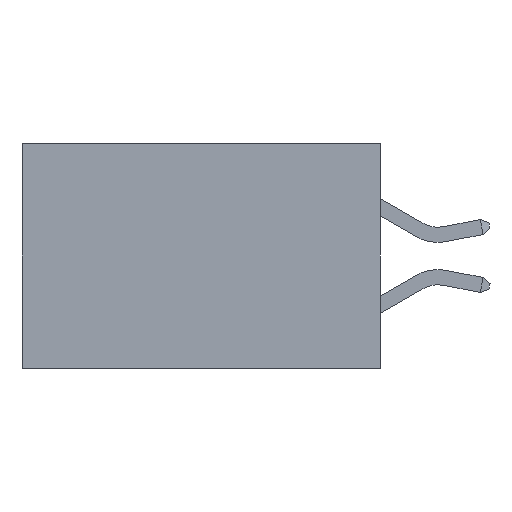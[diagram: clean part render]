
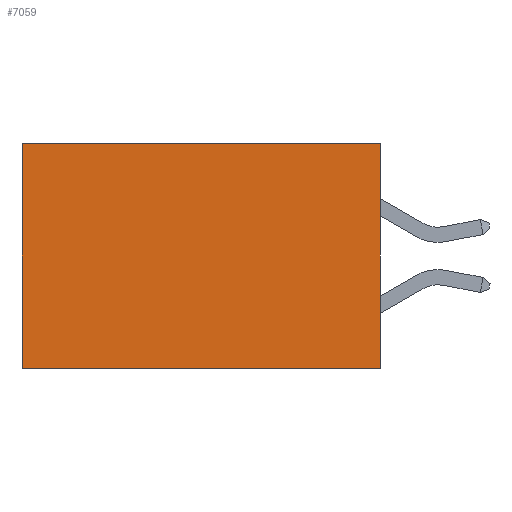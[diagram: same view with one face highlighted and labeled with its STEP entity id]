
A CAD part, left-side view. The second image highlights one B-rep face of the part: STEP entity #7059.
In plain terms, the highlighted planar face has unit normal (-1, 0, 0).
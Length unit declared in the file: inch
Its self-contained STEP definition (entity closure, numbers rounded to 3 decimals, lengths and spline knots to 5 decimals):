
#10 = CARTESIAN_POINT ( 'NONE',  ( 0.277, 0.59, -0.37 ) ) ;
#315 = DIRECTION ( 'NONE',  ( 0., 0., -1. ) ) ;
#687 = AXIS2_PLACEMENT_3D ( 'NONE', #3392, #4262, #9564 ) ;
#1016 = EDGE_CURVE ( 'NONE', #1481, #2261, #1680, .T. ) ;
#1324 = DIRECTION ( 'NONE',  ( 0., 1., 0. ) ) ;
#1481 = VERTEX_POINT ( 'NONE', #8595 ) ;
#1635 = LINE ( 'NONE', #3721, #9713 ) ;
#1680 = LINE ( 'NONE', #3592, #3396 ) ;
#1810 = CARTESIAN_POINT ( 'NONE',  ( 0.277, 0.59, 0. ) ) ;
#1924 = FACE_OUTER_BOUND ( 'NONE', #8326, .T. ) ;
#2149 = DIRECTION ( 'NONE',  ( 0., 1., 0. ) ) ;
#2211 = CARTESIAN_POINT ( 'NONE',  ( 0.277, 0., 0. ) ) ;
#2240 = LINE ( 'NONE', #2211, #6519 ) ;
#2261 = VERTEX_POINT ( 'NONE', #9169 ) ;
#2536 = PLANE ( 'NONE',  #687 ) ;
#2561 = ORIENTED_EDGE ( 'NONE', *, *, #4425, .T. ) ;
#2584 = ORIENTED_EDGE ( 'NONE', *, *, #1016, .F. ) ;
#3142 = LINE ( 'NONE', #10, #7369 ) ;
#3172 = EDGE_CURVE ( 'NONE', #8417, #1481, #1635, .T. ) ;
#3392 = CARTESIAN_POINT ( 'NONE',  ( 0.277, 0., -0.37 ) ) ;
#3396 = VECTOR ( 'NONE', #2149, 39.37008 ) ;
#3592 = CARTESIAN_POINT ( 'NONE',  ( 0.277, 0., -0.37 ) ) ;
#3721 = CARTESIAN_POINT ( 'NONE',  ( 0.277, 0., -0.37 ) ) ;
#4248 = CARTESIAN_POINT ( 'NONE',  ( 0.277, 0., 0. ) ) ;
#4262 = DIRECTION ( 'NONE',  ( 1., 0., 0. ) ) ;
#4425 = EDGE_CURVE ( 'NONE', #8708, #2261, #3142, .T. ) ;
#4584 = ORIENTED_EDGE ( 'NONE', *, *, #3172, .F. ) ;
#4605 = EDGE_CURVE ( 'NONE', #8417, #8708, #2240, .T. ) ;
#5765 = ORIENTED_EDGE ( 'NONE', *, *, #4605, .T. ) ;
#6519 = VECTOR ( 'NONE', #1324, 39.37008 ) ;
#7059 = ADVANCED_FACE ( 'NONE', ( #1924 ), #2536, .F. ) ;
#7369 = VECTOR ( 'NONE', #9109, 39.37008 ) ;
#8326 = EDGE_LOOP ( 'NONE', ( #2561, #2584, #4584, #5765 ) ) ;
#8417 = VERTEX_POINT ( 'NONE', #4248 ) ;
#8595 = CARTESIAN_POINT ( 'NONE',  ( 0.277, 0., -0.37 ) ) ;
#8708 = VERTEX_POINT ( 'NONE', #1810 ) ;
#9109 = DIRECTION ( 'NONE',  ( 0., 0., -1. ) ) ;
#9169 = CARTESIAN_POINT ( 'NONE',  ( 0.277, 0.59, -0.37 ) ) ;
#9564 = DIRECTION ( 'NONE',  ( 0., 0., -1. ) ) ;
#9713 = VECTOR ( 'NONE', #315, 39.37008 ) ;
